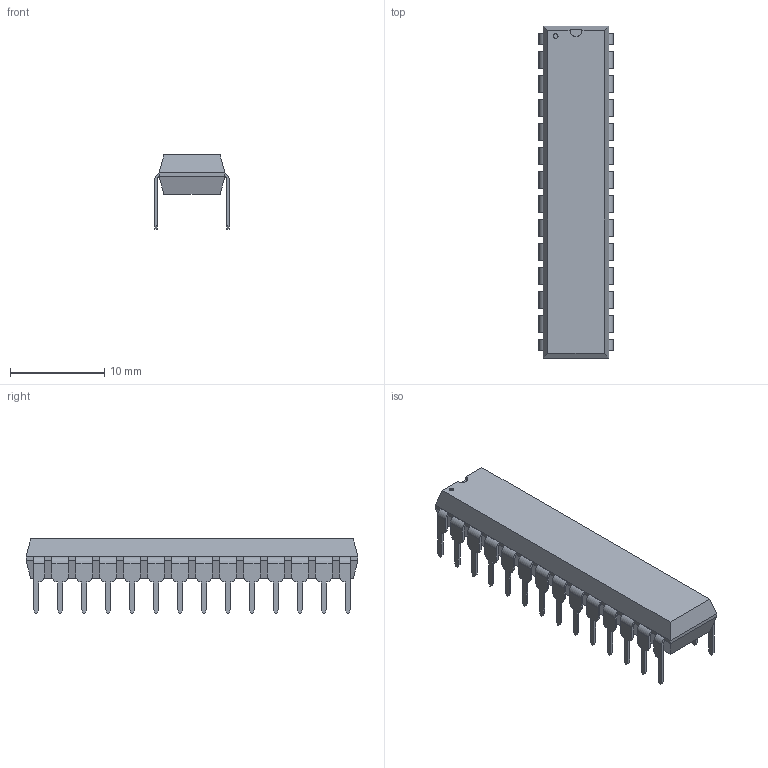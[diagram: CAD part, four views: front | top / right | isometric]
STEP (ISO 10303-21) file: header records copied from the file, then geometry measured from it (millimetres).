
FILE_DESCRIPTION((''),'2;1');
FILE_NAME('DIP28-300.stp','2008-10-14T17:47:17',(''),(''),'Mechanical Desktop 2009','Mechanical Desktop 2009',', , ');
FILE_SCHEMA(('AUTOMOTIVE_DESIGN { 1 2 10303 214 1 1 1 1 }'));
Length unit declared in the file: millimetre
Products named in the file (1): Product
Bounding box: 7.87 x 35.18 x 7.87 mm (x, y, z)
Volume: 993.5 mm3; surface area: 1238 mm2
Topology: 31 solids, 31 shells, 489 faces, 1268 edges, 842 vertices
Faces by surface type: bspline 234, plane 222, cylinder 33
Entity records: 15140 total; most frequent: CARTESIAN_POINT 3722, ORIENTED_EDGE 2536, DIRECTION 1906, EDGE_CURVE 1268, VECTOR 1142, LINE 1142, VERTEX_POINT 842, EDGE_LOOP 490
